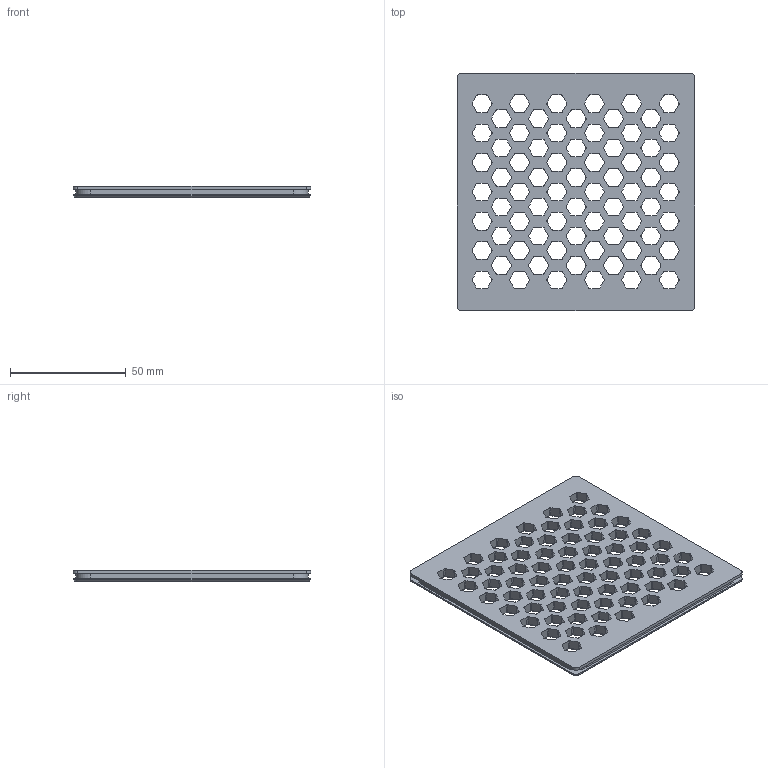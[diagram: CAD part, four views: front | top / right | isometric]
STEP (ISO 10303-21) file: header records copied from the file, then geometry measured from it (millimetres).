
FILE_DESCRIPTION((''),'2;1');
FILE_NAME('51012','2021-09-17T13:41:59',('rsmith'),(''),'CREO PARAMETRIC BY PTC INC, 2018400','CREO PARAMETRIC BY PTC INC, 2018400','');
FILE_SCHEMA(('AUTOMOTIVE_DESIGN { 1 0 10303 214 1 1 1 1 }'));
Products named in the file (1): 51012
Bounding box: 102.74 x 102.74 x 4.78 mm (x, y, z)
Volume: 30015.2 mm3; surface area: 24825.7 mm2
Topology: 1 solids, 1 shells, 1764 faces, 4408 edges, 2648 vertices
Faces by surface type: cylinder 876, plane 452, bspline 432, cone 4
Entity records: 83755 total; most frequent: CARTESIAN_POINT 32006, ORIENTED_EDGE 8816, DIRECTION 6668, PRESENTATION_STYLE_ASSIGNMENT 4409, STYLED_ITEM 4409, CURVE_STYLE 4408, EDGE_CURVE 4408, VERTEX_POINT 2648
